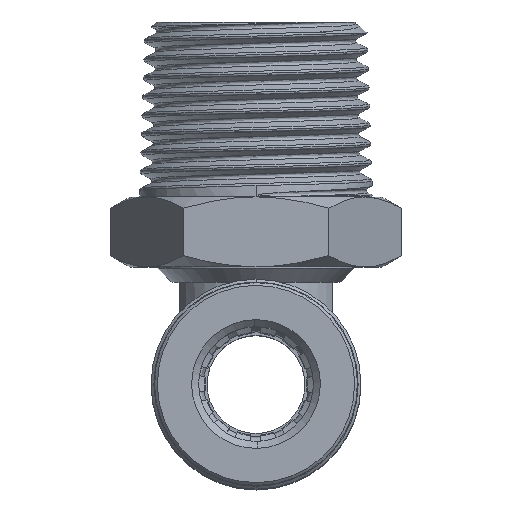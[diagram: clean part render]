
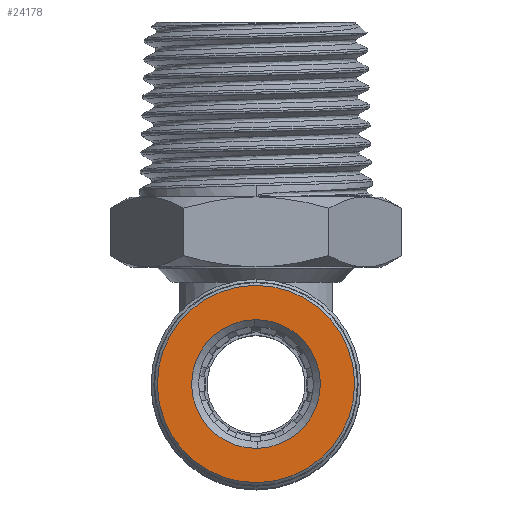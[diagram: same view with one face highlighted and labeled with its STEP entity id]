
A CAD part, top view. The second image highlights one B-rep face of the part: STEP entity #24178.
In plain terms, the highlighted planar face has unit normal (0, 0, 1).
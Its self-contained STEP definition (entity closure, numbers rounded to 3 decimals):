
#234 = ORIENTED_EDGE ( 'NONE', *, *, #46685, .T. ) ;
#1179 = AXIS2_PLACEMENT_3D ( 'NONE', #17825, #44605, #21712 ) ;
#1369 = CIRCLE ( 'NONE', #15226, 4.6 ) ;
#1548 = ORIENTED_EDGE ( 'NONE', *, *, #32234, .T. ) ;
#5655 = DIRECTION ( 'NONE',  ( 0., 0., 1. ) ) ;
#6298 = CARTESIAN_POINT ( 'NONE',  ( -0.11, 4.599, 16.8 ) ) ;
#7626 = CARTESIAN_POINT ( 'NONE',  ( 0., 0., 16.8 ) ) ;
#8837 = CARTESIAN_POINT ( 'NONE',  ( 0., 0., 16.8 ) ) ;
#9329 = VERTEX_POINT ( 'NONE', #6298 ) ;
#11376 = AXIS2_PLACEMENT_3D ( 'NONE', #8837, #35637, #12675 ) ;
#11467 = DIRECTION ( 'NONE',  ( 0.024, -1., 0. ) ) ;
#12675 = DIRECTION ( 'NONE',  ( -0.024, 1., 0. ) ) ;
#15226 = AXIS2_PLACEMENT_3D ( 'NONE', #7626, #34425, #11467 ) ;
#16107 = VERTEX_POINT ( 'NONE', #27965 ) ;
#17825 = CARTESIAN_POINT ( 'NONE',  ( 0., 0., 16.8 ) ) ;
#18037 = EDGE_LOOP ( 'NONE', ( #48410, #27561 ) ) ;
#19418 = CARTESIAN_POINT ( 'NONE',  ( 0., 0., 16.8 ) ) ;
#19529 = FACE_BOUND ( 'NONE', #34506, .T. ) ;
#21712 = DIRECTION ( 'NONE',  ( 0.024, -1., 0. ) ) ;
#23289 = DIRECTION ( 'NONE',  ( 0.024, -1., 0. ) ) ;
#24178 = ADVANCED_FACE ( 'NONE', ( #19529, #29695 ), #49800, .T. ) ;
#27561 = ORIENTED_EDGE ( 'NONE', *, *, #36635, .T. ) ;
#27965 = CARTESIAN_POINT ( 'NONE',  ( -0.169, 7.048, 16.8 ) ) ;
#28635 = CARTESIAN_POINT ( 'NONE',  ( 0., 0., 16.8 ) ) ;
#28797 = CARTESIAN_POINT ( 'NONE',  ( 0.11, -4.599, 16.8 ) ) ;
#29695 = FACE_OUTER_BOUND ( 'NONE', #18037, .T. ) ;
#30574 = CIRCLE ( 'NONE', #1179, 4.6 ) ;
#32234 = EDGE_CURVE ( 'NONE', #9329, #38105, #1369, .T. ) ;
#32490 = DIRECTION ( 'NONE',  ( -0.024, 1., 0. ) ) ;
#32838 = EDGE_CURVE ( 'NONE', #16107, #39371, #35615, .T. ) ;
#32930 = AXIS2_PLACEMENT_3D ( 'NONE', #19418, #46149, #23289 ) ;
#34425 = DIRECTION ( 'NONE',  ( 0., 0., -1. ) ) ;
#34506 = EDGE_LOOP ( 'NONE', ( #234, #1548 ) ) ;
#35615 = CIRCLE ( 'NONE', #11376, 7.05 ) ;
#35637 = DIRECTION ( 'NONE',  ( 0., 0., 1. ) ) ;
#36070 = CIRCLE ( 'NONE', #44306, 7.05 ) ;
#36635 = EDGE_CURVE ( 'NONE', #39371, #16107, #36070, .T. ) ;
#38105 = VERTEX_POINT ( 'NONE', #28797 ) ;
#39371 = VERTEX_POINT ( 'NONE', #45518 ) ;
#44306 = AXIS2_PLACEMENT_3D ( 'NONE', #28635, #5655, #32490 ) ;
#44605 = DIRECTION ( 'NONE',  ( 0., 0., -1. ) ) ;
#45518 = CARTESIAN_POINT ( 'NONE',  ( 0.169, -7.048, 16.8 ) ) ;
#46149 = DIRECTION ( 'NONE',  ( 0., 0., 1. ) ) ;
#46685 = EDGE_CURVE ( 'NONE', #38105, #9329, #30574, .T. ) ;
#48410 = ORIENTED_EDGE ( 'NONE', *, *, #32838, .T. ) ;
#49800 = PLANE ( 'NONE',  #32930 ) ;
